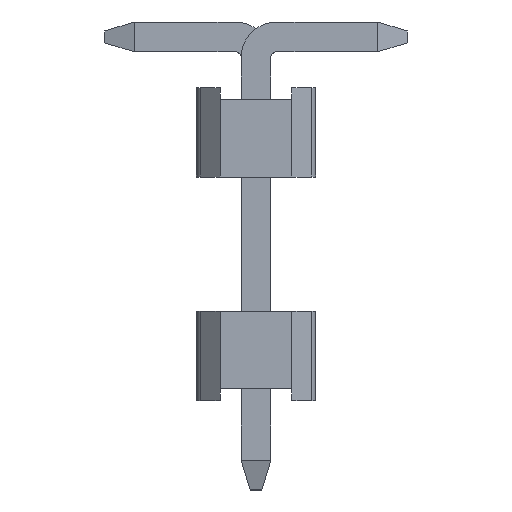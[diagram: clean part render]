
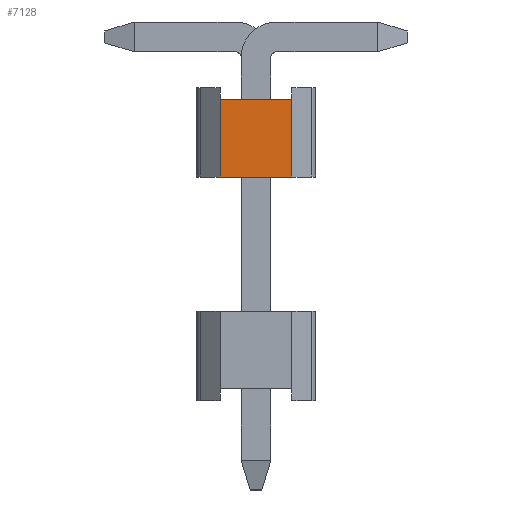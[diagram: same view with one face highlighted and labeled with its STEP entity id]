
A CAD part, left-side view. The second image highlights one B-rep face of the part: STEP entity #7128.
In plain terms, the highlighted planar face has unit normal (-1, 0, 0).
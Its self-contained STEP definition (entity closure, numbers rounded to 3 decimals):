
#380=FACE_OUTER_BOUND('',#800,.T.);
#800=EDGE_LOOP('',(#5391,#5392,#5393,#5394));
#1466=LINE('',#10816,#2378);
#1469=LINE('',#10822,#2381);
#1471=LINE('',#10825,#2383);
#1484=LINE('',#10845,#2396);
#2378=VECTOR('',#8747,1.);
#2381=VECTOR('',#8752,1.);
#2383=VECTOR('',#8756,1.);
#2396=VECTOR('',#8771,1.);
#3187=VERTEX_POINT('',#10813);
#3188=VERTEX_POINT('',#10815);
#3189=VERTEX_POINT('',#10819);
#3190=VERTEX_POINT('',#10821);
#3978=EDGE_CURVE('',#3188,#3187,#1466,.T.);
#3981=EDGE_CURVE('',#3190,#3189,#1469,.T.);
#3983=EDGE_CURVE('',#3187,#3190,#1471,.T.);
#3996=EDGE_CURVE('',#3189,#3188,#1484,.T.);
#5391=ORIENTED_EDGE('',*,*,#3983,.T.);
#5392=ORIENTED_EDGE('',*,*,#3981,.T.);
#5393=ORIENTED_EDGE('',*,*,#3996,.T.);
#5394=ORIENTED_EDGE('',*,*,#3978,.T.);
#6756=PLANE('',#7607);
#7128=ADVANCED_FACE('',(#380),#6756,.F.);
#7607=AXIS2_PLACEMENT_3D('',#10846,#8772,#8773);
#8747=DIRECTION('',(0.,0.,-1.));
#8752=DIRECTION('',(0.,0.,1.));
#8756=DIRECTION('',(0.,-1.,0.));
#8771=DIRECTION('',(0.,1.,0.));
#8772=DIRECTION('center_axis',(1.,0.,0.));
#8773=DIRECTION('ref_axis',(0.,0.,-1.));
#10813=CARTESIAN_POINT('',(20.388,-3.706,9.7));
#10815=CARTESIAN_POINT('',(20.388,-3.706,11.));
#10816=CARTESIAN_POINT('',(20.388,-3.706,11.2));
#10819=CARTESIAN_POINT('',(20.388,-4.906,11.));
#10821=CARTESIAN_POINT('',(20.388,-4.906,9.7));
#10822=CARTESIAN_POINT('',(20.388,-4.906,11.2));
#10825=CARTESIAN_POINT('',(20.388,-3.306,9.7));
#10845=CARTESIAN_POINT('',(20.388,-4.906,11.));
#10846=CARTESIAN_POINT('Origin',(20.388,-3.706,-0.55));
